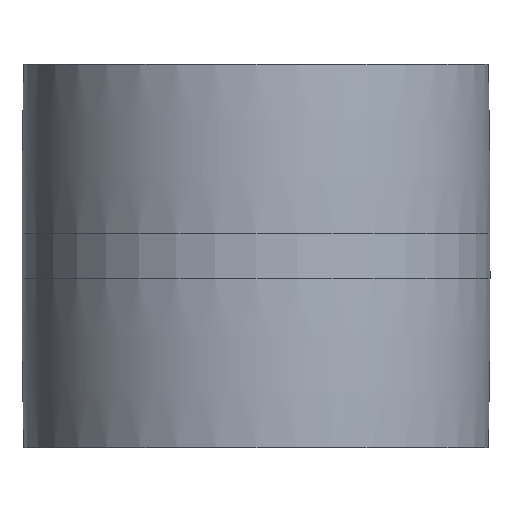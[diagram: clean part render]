
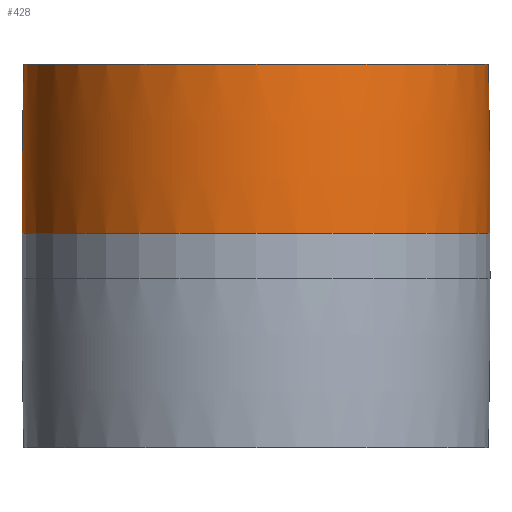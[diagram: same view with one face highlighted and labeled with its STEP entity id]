
A CAD part, front view. The second image highlights one B-rep face of the part: STEP entity #428.
In plain terms, the highlighted toroidal (fillet/blend) face has major radius 4242.12 mm and minor radius 4371.62 mm.
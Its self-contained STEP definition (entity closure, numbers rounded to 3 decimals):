
#2 = DIRECTION ( 'NONE',  ( 0., 0., 1. ) ) ;
#5 = DIRECTION ( 'NONE',  ( 1., 0., 0. ) ) ;
#40 = DIRECTION ( 'NONE',  ( 0., 0., 1. ) ) ;
#81 = AXIS2_PLACEMENT_3D ( 'NONE', #505, #2, #801 ) ;
#85 = DIRECTION ( 'NONE',  ( 0., 0., 1. ) ) ;
#105 = DIRECTION ( 'NONE',  ( -1., 0., 0. ) ) ;
#116 = ORIENTED_EDGE ( 'NONE', *, *, #949, .T. ) ;
#126 = ORIENTED_EDGE ( 'NONE', *, *, #760, .F. ) ;
#155 = CARTESIAN_POINT ( 'NONE',  ( 0., 0., 12.5 ) ) ;
#157 = AXIS2_PLACEMENT_3D ( 'NONE', #494, #321, #105 ) ;
#193 = DIRECTION ( 'NONE',  ( 0., -1., 0. ) ) ;
#267 = CARTESIAN_POINT ( 'NONE',  ( -4242.125, 0., 12.5 ) ) ;
#301 = CIRCLE ( 'NONE', #366, 128.5 ) ;
#310 = EDGE_CURVE ( 'NONE', #451, #465, #602, .T. ) ;
#321 = DIRECTION ( 'NONE',  ( 0., 1., 0. ) ) ;
#366 = AXIS2_PLACEMENT_3D ( 'NONE', #626, #40, #847 ) ;
#428 = ADVANCED_FACE ( 'NONE', ( #609 ), #845, .T. ) ;
#451 = VERTEX_POINT ( 'NONE', #763 ) ;
#465 = VERTEX_POINT ( 'NONE', #476 ) ;
#476 = CARTESIAN_POINT ( 'NONE',  ( 129.5, 0., 12.5 ) ) ;
#494 = CARTESIAN_POINT ( 'NONE',  ( 4242.125, 0., 12.5 ) ) ;
#505 = CARTESIAN_POINT ( 'NONE',  ( 0., 0., 12.5 ) ) ;
#509 = CIRCLE ( 'NONE', #157, 4371.625 ) ;
#531 = EDGE_CURVE ( 'NONE', #924, #956, #301, .T. ) ;
#537 = AXIS2_PLACEMENT_3D ( 'NONE', #267, #193, #793 ) ;
#552 = ORIENTED_EDGE ( 'NONE', *, *, #531, .F. ) ;
#571 = EDGE_LOOP ( 'NONE', ( #126, #640, #116, #552 ) ) ;
#602 = CIRCLE ( 'NONE', #81, 129.5 ) ;
#609 = FACE_OUTER_BOUND ( 'NONE', #571, .T. ) ;
#626 = CARTESIAN_POINT ( 'NONE',  ( 0., 0., 106. ) ) ;
#640 = ORIENTED_EDGE ( 'NONE', *, *, #310, .T. ) ;
#652 = CARTESIAN_POINT ( 'NONE',  ( -128.5, 0., 106. ) ) ;
#728 = AXIS2_PLACEMENT_3D ( 'NONE', #155, #85, #5 ) ;
#760 = EDGE_CURVE ( 'NONE', #451, #924, #509, .T. ) ;
#763 = CARTESIAN_POINT ( 'NONE',  ( -129.5, 0., 12.5 ) ) ;
#766 = CIRCLE ( 'NONE', #537, 4371.625 ) ;
#793 = DIRECTION ( 'NONE',  ( 0., 0., -1. ) ) ;
#801 = DIRECTION ( 'NONE',  ( 1., 0., 0. ) ) ;
#813 = CARTESIAN_POINT ( 'NONE',  ( 128.5, 0., 106. ) ) ;
#845 = TOROIDAL_SURFACE ( 'NONE', #728, -4242.125, 4371.625 ) ;
#847 = DIRECTION ( 'NONE',  ( 1., 0., 0. ) ) ;
#924 = VERTEX_POINT ( 'NONE', #652 ) ;
#949 = EDGE_CURVE ( 'NONE', #465, #956, #766, .T. ) ;
#956 = VERTEX_POINT ( 'NONE', #813 ) ;
